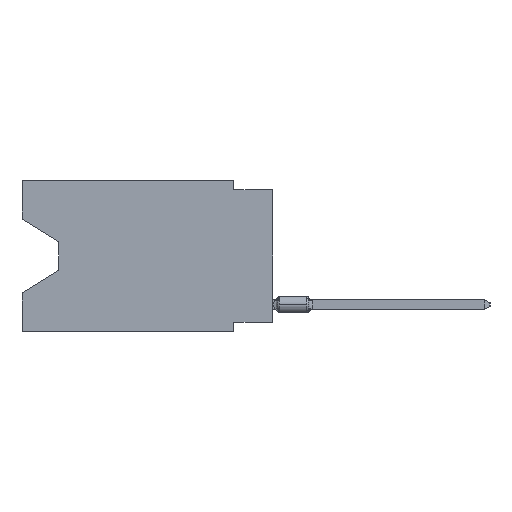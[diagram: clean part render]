
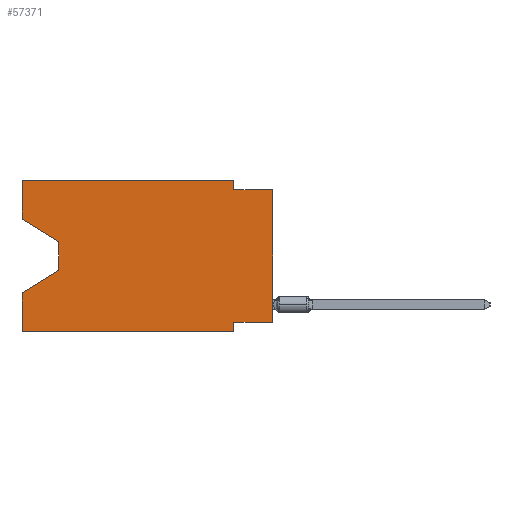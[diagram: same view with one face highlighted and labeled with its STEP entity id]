
A CAD part, left-side view. The second image highlights one B-rep face of the part: STEP entity #57371.
In plain terms, the highlighted planar face has unit normal (-1, 0, 0).
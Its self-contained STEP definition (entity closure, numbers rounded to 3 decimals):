
#84 = DIRECTION ( 'NONE',  ( 0., 0.855, -0.519 ) ) ;
#2709 = VERTEX_POINT ( 'NONE', #30009 ) ;
#2772 = CARTESIAN_POINT ( 'NONE',  ( 0., 16.383, 0. ) ) ;
#3125 = EDGE_CURVE ( 'NONE', #69139, #52746, #13335, .T. ) ;
#5700 = EDGE_CURVE ( 'NONE', #18160, #72450, #20570, .T. ) ;
#6423 = VECTOR ( 'NONE', #42678, 1000. ) ;
#6879 = CARTESIAN_POINT ( 'NONE',  ( 0., 13.97, -5.893 ) ) ;
#7200 = VECTOR ( 'NONE', #58117, 1000. ) ;
#7425 = LINE ( 'NONE', #51850, #60335 ) ;
#8647 = PLANE ( 'NONE',  #60340 ) ;
#8833 = EDGE_CURVE ( 'NONE', #72450, #52746, #58428, .T. ) ;
#10464 = CARTESIAN_POINT ( 'NONE',  ( 0., 2.54, -9.906 ) ) ;
#12852 = EDGE_CURVE ( 'NONE', #16837, #20555, #33439, .T. ) ;
#13335 = LINE ( 'NONE', #70549, #7200 ) ;
#13618 = EDGE_CURVE ( 'NONE', #53800, #2709, #58897, .T. ) ;
#13889 = VECTOR ( 'NONE', #72433, 1000. ) ;
#13924 = DIRECTION ( 'NONE',  ( 1., 0., 0. ) ) ;
#14148 = ORIENTED_EDGE ( 'NONE', *, *, #13618, .F. ) ;
#15370 = EDGE_CURVE ( 'NONE', #69139, #20555, #74314, .T. ) ;
#16837 = VERTEX_POINT ( 'NONE', #26123 ) ;
#17268 = VERTEX_POINT ( 'NONE', #55747 ) ;
#17345 = VERTEX_POINT ( 'NONE', #39544 ) ;
#17838 = VECTOR ( 'NONE', #43979, 1000. ) ;
#18160 = VERTEX_POINT ( 'NONE', #18972 ) ;
#18612 = CARTESIAN_POINT ( 'NONE',  ( 0., 0., -0.635 ) ) ;
#18972 = CARTESIAN_POINT ( 'NONE',  ( 0., 13.97, -4.013 ) ) ;
#19560 = EDGE_CURVE ( 'NONE', #17345, #49409, #61087, .T. ) ;
#20555 = VERTEX_POINT ( 'NONE', #33811 ) ;
#20570 = LINE ( 'NONE', #66115, #41148 ) ;
#20615 = DIRECTION ( 'NONE',  ( 0., 1., 0. ) ) ;
#21245 = CARTESIAN_POINT ( 'NONE',  ( 0., 16.383, -2.546 ) ) ;
#22191 = VECTOR ( 'NONE', #84, 1000. ) ;
#22387 = DIRECTION ( 'NONE',  ( 0., -1., 0. ) ) ;
#23231 = DIRECTION ( 'NONE',  ( 0., -1., 0. ) ) ;
#23392 = ORIENTED_EDGE ( 'NONE', *, *, #73352, .F. ) ;
#24640 = DIRECTION ( 'NONE',  ( 0., -1., 0. ) ) ;
#26123 = CARTESIAN_POINT ( 'NONE',  ( 0., 2.54, -9.271 ) ) ;
#26411 = CARTESIAN_POINT ( 'NONE',  ( 0., 13.97, -5.893 ) ) ;
#26499 = ORIENTED_EDGE ( 'NONE', *, *, #52032, .T. ) ;
#28980 = ORIENTED_EDGE ( 'NONE', *, *, #15370, .T. ) ;
#29138 = ORIENTED_EDGE ( 'NONE', *, *, #56117, .F. ) ;
#29297 = ORIENTED_EDGE ( 'NONE', *, *, #19560, .F. ) ;
#30009 = CARTESIAN_POINT ( 'NONE',  ( 0., 0., -0.635 ) ) ;
#30804 = VECTOR ( 'NONE', #56650, 1000. ) ;
#31550 = LINE ( 'NONE', #66162, #46736 ) ;
#33439 = LINE ( 'NONE', #10464, #17838 ) ;
#33701 = CARTESIAN_POINT ( 'NONE',  ( 0., 0., 0. ) ) ;
#33811 = CARTESIAN_POINT ( 'NONE',  ( 0., 2.54, -9.906 ) ) ;
#35684 = EDGE_CURVE ( 'NONE', #38885, #2709, #73573, .T. ) ;
#38642 = ORIENTED_EDGE ( 'NONE', *, *, #35684, .T. ) ;
#38885 = VERTEX_POINT ( 'NONE', #49775 ) ;
#39282 = LINE ( 'NONE', #44197, #52190 ) ;
#39544 = CARTESIAN_POINT ( 'NONE',  ( 0., 16.383, -2.546 ) ) ;
#39587 = EDGE_LOOP ( 'NONE', ( #26499, #66707, #62945, #49325, #28980, #43022, #29138, #38642, #14148, #23392, #67341, #29297 ) ) ;
#41148 = VECTOR ( 'NONE', #72140, 1000. ) ;
#42189 = CARTESIAN_POINT ( 'NONE',  ( 0., 16.383, 0. ) ) ;
#42678 = DIRECTION ( 'NONE',  ( 0., 0., 1. ) ) ;
#43022 = ORIENTED_EDGE ( 'NONE', *, *, #12852, .F. ) ;
#43979 = DIRECTION ( 'NONE',  ( 0., 0., -1. ) ) ;
#44197 = CARTESIAN_POINT ( 'NONE',  ( 0., 2.54, 0. ) ) ;
#46713 = VECTOR ( 'NONE', #24640, 1000. ) ;
#46736 = VECTOR ( 'NONE', #20615, 1000. ) ;
#47467 = CARTESIAN_POINT ( 'NONE',  ( 0., 16.383, -7.36 ) ) ;
#49325 = ORIENTED_EDGE ( 'NONE', *, *, #3125, .F. ) ;
#49409 = VERTEX_POINT ( 'NONE', #56680 ) ;
#49775 = CARTESIAN_POINT ( 'NONE',  ( 0., 0., -9.271 ) ) ;
#51850 = CARTESIAN_POINT ( 'NONE',  ( 0., 16.383, 0. ) ) ;
#52032 = EDGE_CURVE ( 'NONE', #17345, #18160, #72801, .T. ) ;
#52190 = VECTOR ( 'NONE', #67511, 1000. ) ;
#52746 = VERTEX_POINT ( 'NONE', #47467 ) ;
#53510 = CARTESIAN_POINT ( 'NONE',  ( 0., 16.383, -9.906 ) ) ;
#53800 = VERTEX_POINT ( 'NONE', #68662 ) ;
#55747 = CARTESIAN_POINT ( 'NONE',  ( 0., 2.54, 0. ) ) ;
#56117 = EDGE_CURVE ( 'NONE', #38885, #16837, #31550, .T. ) ;
#56650 = DIRECTION ( 'NONE',  ( 0., 0., 1. ) ) ;
#56680 = CARTESIAN_POINT ( 'NONE',  ( 0., 16.383, 0. ) ) ;
#57371 = ADVANCED_FACE ( 'NONE', ( #64749 ), #8647, .F. ) ;
#58117 = DIRECTION ( 'NONE',  ( 0., 0., 1. ) ) ;
#58428 = LINE ( 'NONE', #6879, #22191 ) ;
#58897 = LINE ( 'NONE', #18612, #46713 ) ;
#59178 = EDGE_CURVE ( 'NONE', #49409, #17268, #7425, .T. ) ;
#60335 = VECTOR ( 'NONE', #23231, 1000. ) ;
#60340 = AXIS2_PLACEMENT_3D ( 'NONE', #42189, #13924, #65858 ) ;
#61087 = LINE ( 'NONE', #2772, #6423 ) ;
#62945 = ORIENTED_EDGE ( 'NONE', *, *, #8833, .T. ) ;
#63397 = CARTESIAN_POINT ( 'NONE',  ( 0., 16.383, -9.906 ) ) ;
#63492 = VECTOR ( 'NONE', #22387, 1000. ) ;
#64749 = FACE_OUTER_BOUND ( 'NONE', #39587, .T. ) ;
#65858 = DIRECTION ( 'NONE',  ( 0., 0., -1. ) ) ;
#66115 = CARTESIAN_POINT ( 'NONE',  ( 0., 13.97, -4.013 ) ) ;
#66162 = CARTESIAN_POINT ( 'NONE',  ( 0., 0., -9.271 ) ) ;
#66707 = ORIENTED_EDGE ( 'NONE', *, *, #5700, .T. ) ;
#67341 = ORIENTED_EDGE ( 'NONE', *, *, #59178, .F. ) ;
#67511 = DIRECTION ( 'NONE',  ( 0., 0., -1. ) ) ;
#68662 = CARTESIAN_POINT ( 'NONE',  ( 0., 2.54, -0.635 ) ) ;
#69139 = VERTEX_POINT ( 'NONE', #53510 ) ;
#70549 = CARTESIAN_POINT ( 'NONE',  ( 0., 16.383, 0. ) ) ;
#72140 = DIRECTION ( 'NONE',  ( 0., 0., -1. ) ) ;
#72433 = DIRECTION ( 'NONE',  ( 0., -0.855, -0.519 ) ) ;
#72450 = VERTEX_POINT ( 'NONE', #26411 ) ;
#72801 = LINE ( 'NONE', #21245, #13889 ) ;
#73352 = EDGE_CURVE ( 'NONE', #17268, #53800, #39282, .T. ) ;
#73573 = LINE ( 'NONE', #33701, #30804 ) ;
#74314 = LINE ( 'NONE', #63397, #63492 ) ;
